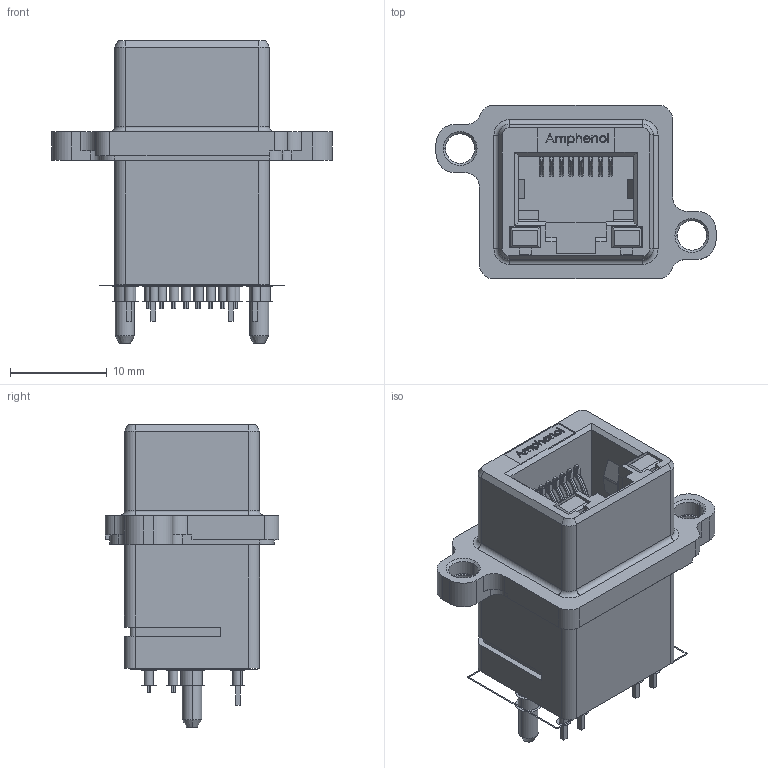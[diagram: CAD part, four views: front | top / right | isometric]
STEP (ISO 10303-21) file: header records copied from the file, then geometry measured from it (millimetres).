
FILE_DESCRIPTION(('FreeCAD Model'),'2;1');
FILE_NAME('rj45-vert.step','2018-02-07T20:59:11',( 'kicad StepUp'),('ksu MCAD'),'Open CASCADE STEP processor 6.8', 'FreeCAD','Unknown');
FILE_SCHEMA(('AUTOMOTIVE_DESIGN_CC2 { 1 2 10303 214 -1 1 5 4 }'));
Length unit declared in the file: millimetre
Products named in the file (1): rj45-vert
Bounding box: 29 x 18 x 31.33 mm (x, y, z)
Volume: 4712.8 mm3; surface area: 3777.1 mm2
Topology: 43 solids, 52 shells, 942 faces, 2328 edges, 1530 vertices
Faces by surface type: plane 549, cylinder 259, torus 68, bspline 50, cone 16
Full cylindrical faces by diameter (mm): 0.95 x36, 0.96 x12, 1.5 x24, 2.18 x6, 2.19 x2, 2.75 x4
Entity records: 37129 total; most frequent: CARTESIAN_POINT 7843, DIRECTION 4642, ORIENTED_EDGE 4636, EDGE_CURVE 2328, AXIS2_PLACEMENT_3D 1585, VERTEX_POINT 1530, LINE 1472, VECTOR 1472
